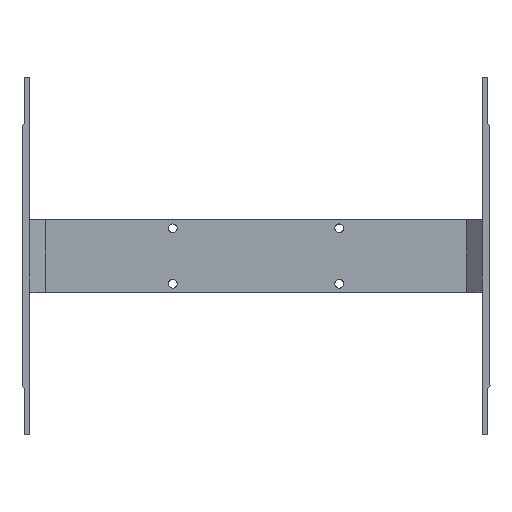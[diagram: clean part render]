
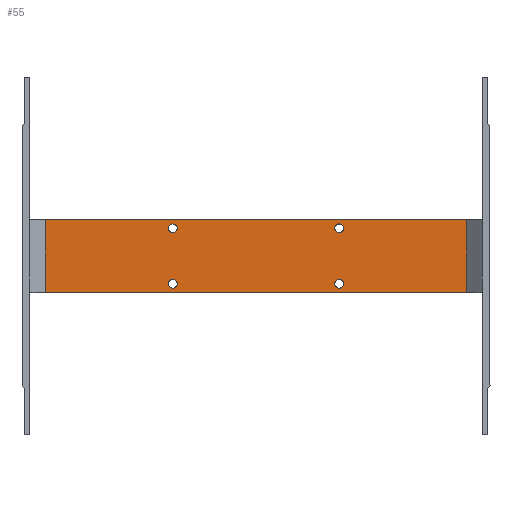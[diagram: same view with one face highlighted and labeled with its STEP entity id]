
A CAD part, top view. The second image highlights one B-rep face of the part: STEP entity #55.
In plain terms, the highlighted planar face has unit normal (0, 0, 1).
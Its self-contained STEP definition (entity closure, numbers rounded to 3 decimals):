
#19=FACE_BOUND('',#136,.T.);
#20=FACE_BOUND('',#137,.T.);
#21=FACE_BOUND('',#138,.T.);
#22=FACE_BOUND('',#139,.T.);
#55=ADVANCED_FACE('',(#93,#19,#20,#21,#22),#645,.T.);
#93=FACE_OUTER_BOUND('',#135,.T.);
#135=EDGE_LOOP('',(#307,#308,#309,#310));
#136=EDGE_LOOP('',(#311,#312));
#137=EDGE_LOOP('',(#313,#314));
#138=EDGE_LOOP('',(#315,#316));
#139=EDGE_LOOP('',(#317,#318));
#307=ORIENTED_EDGE('',*,*,#432,.T.);
#308=ORIENTED_EDGE('',*,*,#357,.T.);
#309=ORIENTED_EDGE('',*,*,#431,.T.);
#310=ORIENTED_EDGE('',*,*,#346,.F.);
#311=ORIENTED_EDGE('',*,*,#371,.T.);
#312=ORIENTED_EDGE('',*,*,#435,.T.);
#313=ORIENTED_EDGE('',*,*,#374,.T.);
#314=ORIENTED_EDGE('',*,*,#438,.T.);
#315=ORIENTED_EDGE('',*,*,#377,.T.);
#316=ORIENTED_EDGE('',*,*,#441,.T.);
#317=ORIENTED_EDGE('',*,*,#380,.T.);
#318=ORIENTED_EDGE('',*,*,#444,.T.);
#346=EDGE_CURVE('',#546,#547,#470,.T.);
#357=EDGE_CURVE('',#555,#556,#481,.T.);
#371=EDGE_CURVE('',#562,#602,#447,.T.);
#374=EDGE_CURVE('',#564,#604,#450,.T.);
#377=EDGE_CURVE('',#566,#606,#453,.T.);
#380=EDGE_CURVE('',#568,#608,#456,.T.);
#431=EDGE_CURVE('',#556,#547,#543,.T.);
#432=EDGE_CURVE('',#546,#555,#544,.T.);
#435=EDGE_CURVE('',#602,#562,#459,.T.);
#438=EDGE_CURVE('',#604,#564,#462,.T.);
#441=EDGE_CURVE('',#606,#566,#465,.T.);
#444=EDGE_CURVE('',#608,#568,#468,.T.);
#447=(
BOUNDED_CURVE()
B_SPLINE_CURVE(2,(#962,#963,#964,#965,#966),.UNSPECIFIED.,.F.,.F.)
B_SPLINE_CURVE_WITH_KNOTS((3,2,3),(313.37,313.457,313.543),
 .UNSPECIFIED.)
CURVE()
GEOMETRIC_REPRESENTATION_ITEM()
RATIONAL_B_SPLINE_CURVE((1.,0.707,1.,0.707,1.))
REPRESENTATION_ITEM('')
);
#450=(
BOUNDED_CURVE()
B_SPLINE_CURVE(2,(#974,#975,#976,#977,#978),.UNSPECIFIED.,.F.,.F.)
B_SPLINE_CURVE_WITH_KNOTS((3,2,3),(313.716,313.803,313.89),
 .UNSPECIFIED.)
CURVE()
GEOMETRIC_REPRESENTATION_ITEM()
RATIONAL_B_SPLINE_CURVE((1.,0.707,1.,0.707,1.))
REPRESENTATION_ITEM('')
);
#453=(
BOUNDED_CURVE()
B_SPLINE_CURVE(2,(#986,#987,#988,#989,#990),.UNSPECIFIED.,.F.,.F.)
B_SPLINE_CURVE_WITH_KNOTS((3,2,3),(314.063,314.149,314.236),
 .UNSPECIFIED.)
CURVE()
GEOMETRIC_REPRESENTATION_ITEM()
RATIONAL_B_SPLINE_CURVE((1.,0.707,1.,0.707,1.))
REPRESENTATION_ITEM('')
);
#456=(
BOUNDED_CURVE()
B_SPLINE_CURVE(2,(#998,#999,#1000,#1001,#1002),.UNSPECIFIED.,.F.,.F.)
B_SPLINE_CURVE_WITH_KNOTS((3,2,3),(314.409,314.496,314.582),
 .UNSPECIFIED.)
CURVE()
GEOMETRIC_REPRESENTATION_ITEM()
RATIONAL_B_SPLINE_CURVE((1.,0.707,1.,0.707,1.))
REPRESENTATION_ITEM('')
);
#459=(
BOUNDED_CURVE()
B_SPLINE_CURVE(2,(#1114,#1115,#1116,#1117,#1118),.UNSPECIFIED.,.F.,.F.)
B_SPLINE_CURVE_WITH_KNOTS((3,2,3),(313.543,313.63,313.716),
 .UNSPECIFIED.)
CURVE()
GEOMETRIC_REPRESENTATION_ITEM()
RATIONAL_B_SPLINE_CURVE((1.,0.707,1.,0.707,1.))
REPRESENTATION_ITEM('')
);
#462=(
BOUNDED_CURVE()
B_SPLINE_CURVE(2,(#1126,#1127,#1128,#1129,#1130),.UNSPECIFIED.,.F.,.F.)
B_SPLINE_CURVE_WITH_KNOTS((3,2,3),(313.89,313.976,314.063),
 .UNSPECIFIED.)
CURVE()
GEOMETRIC_REPRESENTATION_ITEM()
RATIONAL_B_SPLINE_CURVE((1.,0.707,1.,0.707,1.))
REPRESENTATION_ITEM('')
);
#465=(
BOUNDED_CURVE()
B_SPLINE_CURVE(2,(#1138,#1139,#1140,#1141,#1142),.UNSPECIFIED.,.F.,.F.)
B_SPLINE_CURVE_WITH_KNOTS((3,2,3),(314.236,314.322,314.409),
 .UNSPECIFIED.)
CURVE()
GEOMETRIC_REPRESENTATION_ITEM()
RATIONAL_B_SPLINE_CURVE((1.,0.707,1.,0.707,1.))
REPRESENTATION_ITEM('')
);
#468=(
BOUNDED_CURVE()
B_SPLINE_CURVE(2,(#1150,#1151,#1152,#1153,#1154),.UNSPECIFIED.,.F.,.F.)
B_SPLINE_CURVE_WITH_KNOTS((3,2,3),(314.582,314.669,314.755),
 .UNSPECIFIED.)
CURVE()
GEOMETRIC_REPRESENTATION_ITEM()
RATIONAL_B_SPLINE_CURVE((1.,0.707,1.,0.707,1.))
REPRESENTATION_ITEM('')
);
#470=B_SPLINE_CURVE_WITH_KNOTS('',1,(#909,#910),.UNSPECIFIED.,.F.,.F.,(2,
2),(0.,23.38),.UNSPECIFIED.);
#481=B_SPLINE_CURVE_WITH_KNOTS('',1,(#931,#932),.UNSPECIFIED.,.F.,.F.,(2,
2),(0.,23.38),.UNSPECIFIED.);
#543=B_SPLINE_CURVE_WITH_KNOTS('',1,(#1103,#1104),.UNSPECIFIED.,.F.,.F.,
(2,2),(5.,139.995),.UNSPECIFIED.);
#544=B_SPLINE_CURVE_WITH_KNOTS('',1,(#1105,#1106),.UNSPECIFIED.,.F.,.F.,
(2,2),(173.375,308.37),.UNSPECIFIED.);
#546=VERTEX_POINT('',#844);
#547=VERTEX_POINT('',#845);
#555=VERTEX_POINT('',#853);
#556=VERTEX_POINT('',#854);
#562=VERTEX_POINT('',#860);
#564=VERTEX_POINT('',#862);
#566=VERTEX_POINT('',#864);
#568=VERTEX_POINT('',#866);
#602=VERTEX_POINT('',#900);
#604=VERTEX_POINT('',#902);
#606=VERTEX_POINT('',#904);
#608=VERTEX_POINT('',#906);
#645=PLANE('',#695);
#695=AXIS2_PLACEMENT_3D('',#801,#728,$);
#728=DIRECTION('',(0.,0.,1.));
#801=CARTESIAN_POINT('',(-487.425,-305.468,75.31));
#844=CARTESIAN_POINT('',(-329.306,-279.165,75.31));
#845=CARTESIAN_POINT('',(-329.306,-302.545,75.31));
#853=CARTESIAN_POINT('',(-464.301,-279.165,75.31));
#854=CARTESIAN_POINT('',(-464.301,-302.545,75.31));
#860=CARTESIAN_POINT('',(-423.473,-301.145,75.31));
#862=CARTESIAN_POINT('',(-423.473,-280.565,75.31));
#864=CARTESIAN_POINT('',(-370.133,-280.565,75.31));
#866=CARTESIAN_POINT('',(-370.133,-301.145,75.31));
#900=CARTESIAN_POINT('',(-423.473,-298.345,75.31));
#902=CARTESIAN_POINT('',(-423.473,-283.365,75.31));
#904=CARTESIAN_POINT('',(-370.133,-283.365,75.31));
#906=CARTESIAN_POINT('',(-370.133,-298.345,75.31));
#909=CARTESIAN_POINT('',(-329.306,-279.165,75.31));
#910=CARTESIAN_POINT('',(-329.306,-302.545,75.31));
#931=CARTESIAN_POINT('',(-464.301,-279.165,75.31));
#932=CARTESIAN_POINT('',(-464.301,-302.545,75.31));
#962=CARTESIAN_POINT('',(-423.473,-301.145,75.31));
#963=CARTESIAN_POINT('',(-424.873,-301.145,75.31));
#964=CARTESIAN_POINT('',(-424.873,-299.745,75.31));
#965=CARTESIAN_POINT('',(-424.873,-298.345,75.31));
#966=CARTESIAN_POINT('',(-423.473,-298.345,75.31));
#974=CARTESIAN_POINT('',(-423.473,-280.565,75.31));
#975=CARTESIAN_POINT('',(-422.073,-280.565,75.31));
#976=CARTESIAN_POINT('',(-422.073,-281.965,75.31));
#977=CARTESIAN_POINT('',(-422.073,-283.365,75.31));
#978=CARTESIAN_POINT('',(-423.473,-283.365,75.31));
#986=CARTESIAN_POINT('',(-370.133,-280.565,75.31));
#987=CARTESIAN_POINT('',(-368.733,-280.565,75.31));
#988=CARTESIAN_POINT('',(-368.733,-281.965,75.31));
#989=CARTESIAN_POINT('',(-368.733,-283.365,75.31));
#990=CARTESIAN_POINT('',(-370.133,-283.365,75.31));
#998=CARTESIAN_POINT('',(-370.133,-301.145,75.31));
#999=CARTESIAN_POINT('',(-371.533,-301.145,75.31));
#1000=CARTESIAN_POINT('',(-371.533,-299.745,75.31));
#1001=CARTESIAN_POINT('',(-371.533,-298.345,75.31));
#1002=CARTESIAN_POINT('',(-370.133,-298.345,75.31));
#1103=CARTESIAN_POINT('',(-464.301,-302.545,75.31));
#1104=CARTESIAN_POINT('',(-329.306,-302.545,75.31));
#1105=CARTESIAN_POINT('',(-329.306,-279.165,75.31));
#1106=CARTESIAN_POINT('',(-464.301,-279.165,75.31));
#1114=CARTESIAN_POINT('',(-423.473,-298.345,75.31));
#1115=CARTESIAN_POINT('',(-422.073,-298.345,75.31));
#1116=CARTESIAN_POINT('',(-422.073,-299.745,75.31));
#1117=CARTESIAN_POINT('',(-422.073,-301.145,75.31));
#1118=CARTESIAN_POINT('',(-423.473,-301.145,75.31));
#1126=CARTESIAN_POINT('',(-423.473,-283.365,75.31));
#1127=CARTESIAN_POINT('',(-424.873,-283.365,75.31));
#1128=CARTESIAN_POINT('',(-424.873,-281.965,75.31));
#1129=CARTESIAN_POINT('',(-424.873,-280.565,75.31));
#1130=CARTESIAN_POINT('',(-423.473,-280.565,75.31));
#1138=CARTESIAN_POINT('',(-370.133,-283.365,75.31));
#1139=CARTESIAN_POINT('',(-371.533,-283.365,75.31));
#1140=CARTESIAN_POINT('',(-371.533,-281.965,75.31));
#1141=CARTESIAN_POINT('',(-371.533,-280.565,75.31));
#1142=CARTESIAN_POINT('',(-370.133,-280.565,75.31));
#1150=CARTESIAN_POINT('',(-370.133,-298.345,75.31));
#1151=CARTESIAN_POINT('',(-368.733,-298.345,75.31));
#1152=CARTESIAN_POINT('',(-368.733,-299.745,75.31));
#1153=CARTESIAN_POINT('',(-368.733,-301.145,75.31));
#1154=CARTESIAN_POINT('',(-370.133,-301.145,75.31));
